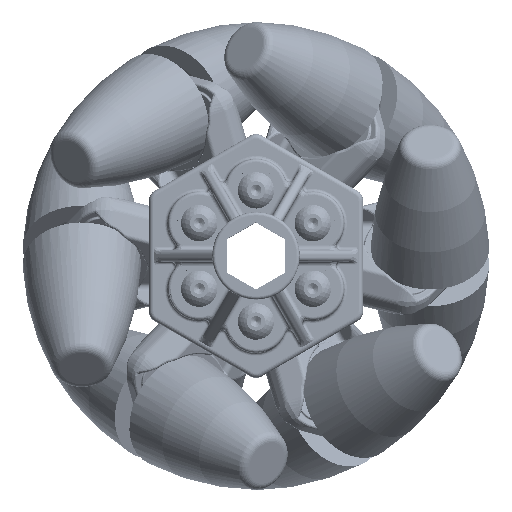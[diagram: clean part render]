
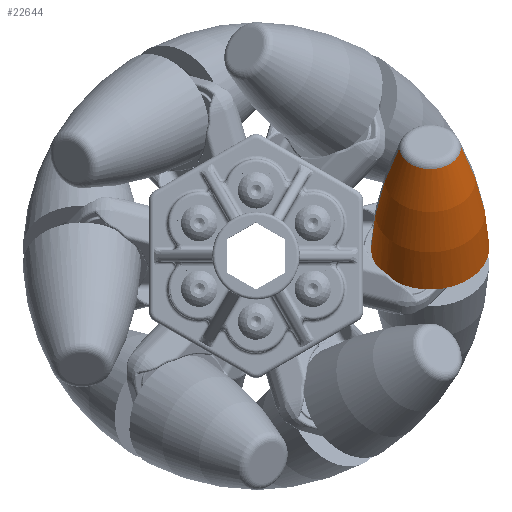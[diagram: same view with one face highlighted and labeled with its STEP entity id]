
A CAD part, top view. The second image highlights one B-rep face of the part: STEP entity #22644.
In plain terms, the highlighted toroidal (fillet/blend) face has major radius 86 mm and minor radius 99 mm.
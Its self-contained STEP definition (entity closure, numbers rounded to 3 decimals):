
#416 = ORIENTED_EDGE ( 'NONE', *, *, #10554, .T. ) ;
#1287 = DIRECTION ( 'NONE',  ( -1., 0., 0. ) ) ;
#3958 = CARTESIAN_POINT ( 'NONE',  ( 0., 33.701, 0. ) ) ;
#4406 = FACE_OUTER_BOUND ( 'NONE', #28557, .T. ) ;
#5637 = AXIS2_PLACEMENT_3D ( 'NONE', #49169, #25523, #21708 ) ;
#6678 = EDGE_CURVE ( 'NONE', #40340, #23323, #15686, .T. ) ;
#9101 = DIRECTION ( 'NONE',  ( 0., -1., 0. ) ) ;
#10554 = EDGE_CURVE ( 'NONE', #49745, #46826, #34603, .T. ) ;
#11308 = ORIENTED_EDGE ( 'NONE', *, *, #49939, .F. ) ;
#13658 = CIRCLE ( 'NONE', #28337, 99. ) ;
#15686 = CIRCLE ( 'NONE', #31996, 12.925 ) ;
#15835 = ORIENTED_EDGE ( 'NONE', *, *, #6678, .F. ) ;
#19233 = ORIENTED_EDGE ( 'NONE', *, *, #36835, .T. ) ;
#20847 = DIRECTION ( 'NONE',  ( 0., 0., -1. ) ) ;
#21174 = DIRECTION ( 'NONE',  ( 0., 0., -1. ) ) ;
#21708 = DIRECTION ( 'NONE',  ( 0., 0., -1. ) ) ;
#22644 = ADVANCED_FACE ( 'NONE', ( #4406 ), #48816, .T. ) ;
#23323 = VERTEX_POINT ( 'NONE', #50135 ) ;
#24802 = CARTESIAN_POINT ( 'NONE',  ( 0., 33.701, -6.719 ) ) ;
#25523 = DIRECTION ( 'NONE',  ( 0., -1., 0. ) ) ;
#27552 = AXIS2_PLACEMENT_3D ( 'NONE', #3958, #9101, #48572 ) ;
#28337 = AXIS2_PLACEMENT_3D ( 'NONE', #45051, #1287, #37152 ) ;
#28557 = EDGE_LOOP ( 'NONE', ( #11308, #416, #19233, #15835 ) ) ;
#29135 = CARTESIAN_POINT ( 'NONE',  ( 0., 2.86, 0. ) ) ;
#31996 = AXIS2_PLACEMENT_3D ( 'NONE', #29135, #44818, #20847 ) ;
#34603 = CIRCLE ( 'NONE', #27552, 6.719 ) ;
#36738 = CARTESIAN_POINT ( 'NONE',  ( 0., -1., -86. ) ) ;
#36835 = EDGE_CURVE ( 'NONE', #46826, #23323, #13658, .T. ) ;
#37152 = DIRECTION ( 'NONE',  ( 0., 0., 1. ) ) ;
#40340 = VERTEX_POINT ( 'NONE', #48327 ) ;
#43068 = CIRCLE ( 'NONE', #47792, 99. ) ;
#44637 = DIRECTION ( 'NONE',  ( 1., 0., 0. ) ) ;
#44818 = DIRECTION ( 'NONE',  ( 0., -1., 0. ) ) ;
#45051 = CARTESIAN_POINT ( 'NONE',  ( 0., -1., 86. ) ) ;
#46826 = VERTEX_POINT ( 'NONE', #24802 ) ;
#47270 = CARTESIAN_POINT ( 'NONE',  ( 0., 33.701, 6.719 ) ) ;
#47792 = AXIS2_PLACEMENT_3D ( 'NONE', #36738, #44637, #21174 ) ;
#48327 = CARTESIAN_POINT ( 'NONE',  ( 0., 2.86, 12.925 ) ) ;
#48572 = DIRECTION ( 'NONE',  ( 0., 0., -1. ) ) ;
#48816 = TOROIDAL_SURFACE ( 'NONE', #5637, -86., 99. ) ;
#49169 = CARTESIAN_POINT ( 'NONE',  ( 0., -1., 0. ) ) ;
#49745 = VERTEX_POINT ( 'NONE', #47270 ) ;
#49939 = EDGE_CURVE ( 'NONE', #49745, #40340, #43068, .T. ) ;
#50135 = CARTESIAN_POINT ( 'NONE',  ( 0., 2.86, -12.925 ) ) ;
